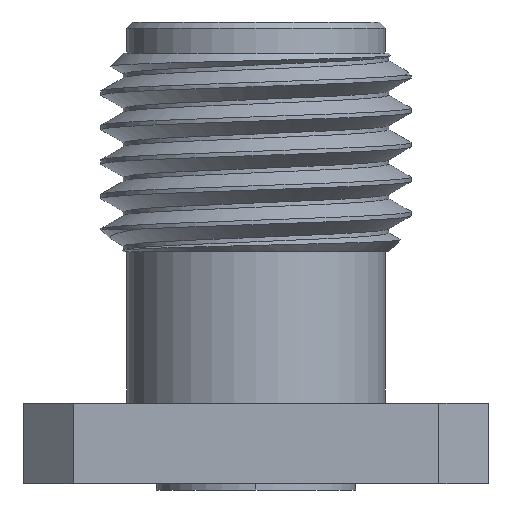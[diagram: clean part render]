
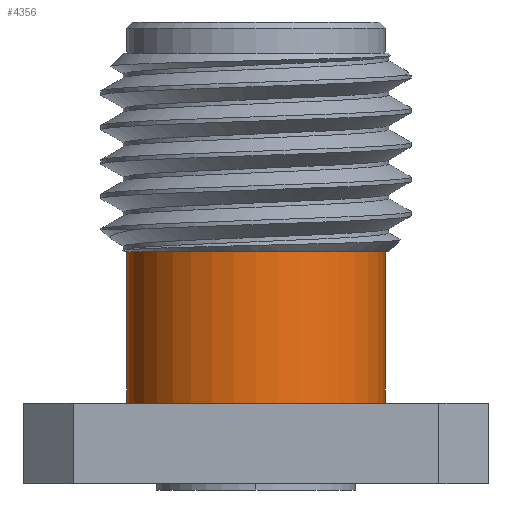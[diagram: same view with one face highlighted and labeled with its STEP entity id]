
A CAD part, left-side view. The second image highlights one B-rep face of the part: STEP entity #4356.
In plain terms, the highlighted cylindrical face has radius 2.65 mm (diameter 5.3 mm), a partial arc.
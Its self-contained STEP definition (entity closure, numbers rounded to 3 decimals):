
#101 = DIRECTION ( 'NONE',  ( 0., 0., 1. ) ) ;
#356 = CARTESIAN_POINT ( 'NONE',  ( 0., -2.65, 7.8 ) ) ;
#474 = CARTESIAN_POINT ( 'NONE',  ( 0., 0., 0. ) ) ;
#709 = EDGE_CURVE ( 'NONE', #4767, #4745, #2911, .T. ) ;
#923 = EDGE_CURVE ( 'NONE', #1707, #4745, #2228, .T. ) ;
#950 = DIRECTION ( 'NONE',  ( 0., 0., 1. ) ) ;
#1122 = CIRCLE ( 'NONE', #2359, 2.65 ) ;
#1135 = CYLINDRICAL_SURFACE ( 'NONE', #3950, 2.65 ) ;
#1295 = DIRECTION ( 'NONE',  ( 0., 0., 1. ) ) ;
#1313 = DIRECTION ( 'NONE',  ( 0., -1., 0. ) ) ;
#1349 = CARTESIAN_POINT ( 'NONE',  ( 0., 2.65, 0. ) ) ;
#1618 = CARTESIAN_POINT ( 'NONE',  ( 0., 2.65, 7.8 ) ) ;
#1705 = CARTESIAN_POINT ( 'NONE',  ( 0., 2.65, 3.101 ) ) ;
#1707 = VERTEX_POINT ( 'NONE', #1705 ) ;
#1727 = DIRECTION ( 'NONE',  ( 0., -1., 0. ) ) ;
#1957 = ORIENTED_EDGE ( 'NONE', *, *, #3002, .F. ) ;
#2096 = LINE ( 'NONE', #1618, #4418 ) ;
#2140 = FACE_OUTER_BOUND ( 'NONE', #4678, .T. ) ;
#2228 = CIRCLE ( 'NONE', #2863, 2.65 ) ;
#2229 = DIRECTION ( 'NONE',  ( 0., 0., 1. ) ) ;
#2359 = AXIS2_PLACEMENT_3D ( 'NONE', #474, #1295, #3143 ) ;
#2732 = VECTOR ( 'NONE', #2229, 1000. ) ;
#2863 = AXIS2_PLACEMENT_3D ( 'NONE', #4005, #950, #1727 ) ;
#2911 = LINE ( 'NONE', #356, #2732 ) ;
#2985 = VERTEX_POINT ( 'NONE', #1349 ) ;
#3002 = EDGE_CURVE ( 'NONE', #2985, #1707, #2096, .T. ) ;
#3143 = DIRECTION ( 'NONE',  ( -1., 0., 0. ) ) ;
#3211 = CARTESIAN_POINT ( 'NONE',  ( 0., 0., 7.8 ) ) ;
#3431 = ORIENTED_EDGE ( 'NONE', *, *, #923, .F. ) ;
#3472 = CARTESIAN_POINT ( 'NONE',  ( 0., -2.65, 3.101 ) ) ;
#3485 = CARTESIAN_POINT ( 'NONE',  ( 0., -2.65, 0. ) ) ;
#3950 = AXIS2_PLACEMENT_3D ( 'NONE', #3211, #4735, #1313 ) ;
#4005 = CARTESIAN_POINT ( 'NONE',  ( 0., 0., 3.101 ) ) ;
#4295 = ORIENTED_EDGE ( 'NONE', *, *, #709, .T. ) ;
#4356 = ADVANCED_FACE ( 'NONE', ( #2140 ), #1135, .T. ) ;
#4418 = VECTOR ( 'NONE', #101, 1000. ) ;
#4678 = EDGE_LOOP ( 'NONE', ( #1957, #4762, #4295, #3431 ) ) ;
#4735 = DIRECTION ( 'NONE',  ( 0., 0., 1. ) ) ;
#4745 = VERTEX_POINT ( 'NONE', #3472 ) ;
#4762 = ORIENTED_EDGE ( 'NONE', *, *, #4886, .T. ) ;
#4767 = VERTEX_POINT ( 'NONE', #3485 ) ;
#4886 = EDGE_CURVE ( 'NONE', #2985, #4767, #1122, .T. ) ;
